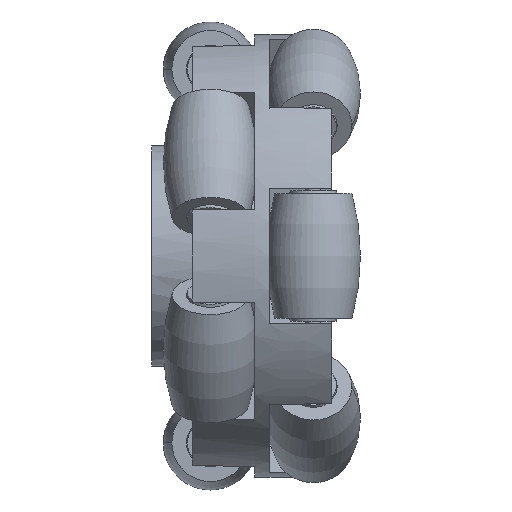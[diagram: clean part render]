
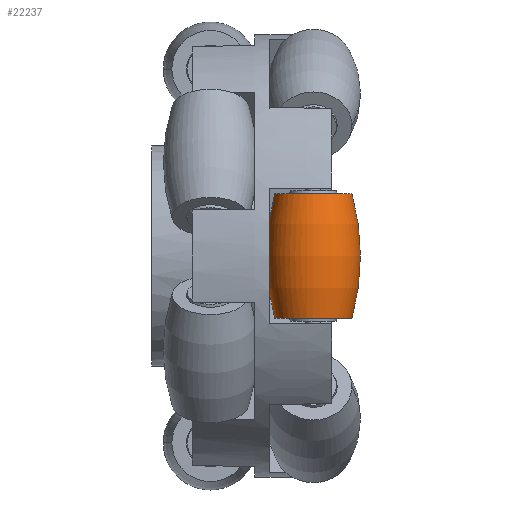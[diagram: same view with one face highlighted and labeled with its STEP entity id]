
A CAD part, front view. The second image highlights one B-rep face of the part: STEP entity #22237.
In plain terms, the highlighted toroidal (fillet/blend) face has major radius 25.43 mm and minor radius 31.83 mm.
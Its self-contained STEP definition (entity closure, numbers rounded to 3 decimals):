
#532 = ORIENTED_EDGE ( 'NONE', *, *, #29126, .F. ) ;
#1313 = CARTESIAN_POINT ( 'NONE',  ( 0., 25.43, -8.5 ) ) ;
#2753 = DIRECTION ( 'NONE',  ( 1., 0., 0. ) ) ;
#3869 = EDGE_LOOP ( 'NONE', ( #20699, #28385, #532, #10802 ) ) ;
#4110 = TOROIDAL_SURFACE ( 'NONE', #19124, -25.43, 31.83 ) ;
#4594 = DIRECTION ( 'NONE',  ( 0., 1., 0. ) ) ;
#4636 = AXIS2_PLACEMENT_3D ( 'NONE', #21211, #4594, #4754 ) ;
#4754 = DIRECTION ( 'NONE',  ( -1., 0., 0. ) ) ;
#7041 = DIRECTION ( 'NONE',  ( 0., 0., -1. ) ) ;
#8387 = DIRECTION ( 'NONE',  ( 1., 0., 0. ) ) ;
#9413 = DIRECTION ( 'NONE',  ( 0., -1., 0. ) ) ;
#10630 = AXIS2_PLACEMENT_3D ( 'NONE', #28639, #9413, #7041 ) ;
#10802 = ORIENTED_EDGE ( 'NONE', *, *, #13365, .F. ) ;
#11153 = DIRECTION ( 'NONE',  ( 1., 0., 0. ) ) ;
#11787 = EDGE_CURVE ( 'NONE', #18617, #14680, #29178, .T. ) ;
#11809 = CARTESIAN_POINT ( 'NONE',  ( -5.244, 25.43, 8.5 ) ) ;
#13365 = EDGE_CURVE ( 'NONE', #18617, #21846, #25128, .T. ) ;
#14680 = VERTEX_POINT ( 'NONE', #21159 ) ;
#15709 = DIRECTION ( 'NONE',  ( 0., 0., 1. ) ) ;
#16678 = AXIS2_PLACEMENT_3D ( 'NONE', #21537, #28722, #2753 ) ;
#17278 = EDGE_CURVE ( 'NONE', #14680, #20197, #21634, .T. ) ;
#18090 = FACE_OUTER_BOUND ( 'NONE', #3869, .T. ) ;
#18208 = CIRCLE ( 'NONE', #16678, 5.244 ) ;
#18259 = CARTESIAN_POINT ( 'NONE',  ( 0., 25.43, 0. ) ) ;
#18617 = VERTEX_POINT ( 'NONE', #24331 ) ;
#19124 = AXIS2_PLACEMENT_3D ( 'NONE', #18259, #29815, #8387 ) ;
#20197 = VERTEX_POINT ( 'NONE', #11809 ) ;
#20699 = ORIENTED_EDGE ( 'NONE', *, *, #11787, .T. ) ;
#21159 = CARTESIAN_POINT ( 'NONE',  ( -5.244, 25.43, -8.5 ) ) ;
#21211 = CARTESIAN_POINT ( 'NONE',  ( 25.43, 25.43, 0. ) ) ;
#21537 = CARTESIAN_POINT ( 'NONE',  ( 0., 25.43, 8.5 ) ) ;
#21634 = CIRCLE ( 'NONE', #4636, 31.83 ) ;
#21698 = AXIS2_PLACEMENT_3D ( 'NONE', #1313, #15709, #11153 ) ;
#21846 = VERTEX_POINT ( 'NONE', #22885 ) ;
#22237 = ADVANCED_FACE ( 'NONE', ( #18090 ), #4110, .T. ) ;
#22885 = CARTESIAN_POINT ( 'NONE',  ( 5.244, 25.43, 8.5 ) ) ;
#24331 = CARTESIAN_POINT ( 'NONE',  ( 5.244, 25.43, -8.5 ) ) ;
#25128 = CIRCLE ( 'NONE', #10630, 31.83 ) ;
#28385 = ORIENTED_EDGE ( 'NONE', *, *, #17278, .T. ) ;
#28639 = CARTESIAN_POINT ( 'NONE',  ( -25.43, 25.43, 0. ) ) ;
#28722 = DIRECTION ( 'NONE',  ( 0., 0., 1. ) ) ;
#29126 = EDGE_CURVE ( 'NONE', #21846, #20197, #18208, .T. ) ;
#29178 = CIRCLE ( 'NONE', #21698, 5.244 ) ;
#29815 = DIRECTION ( 'NONE',  ( 0., 0., 1. ) ) ;
